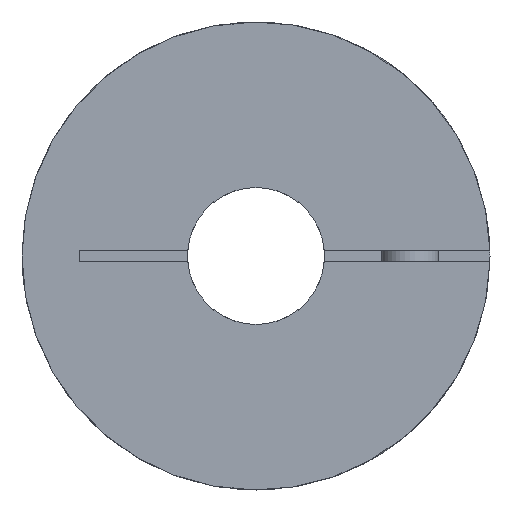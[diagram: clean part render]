
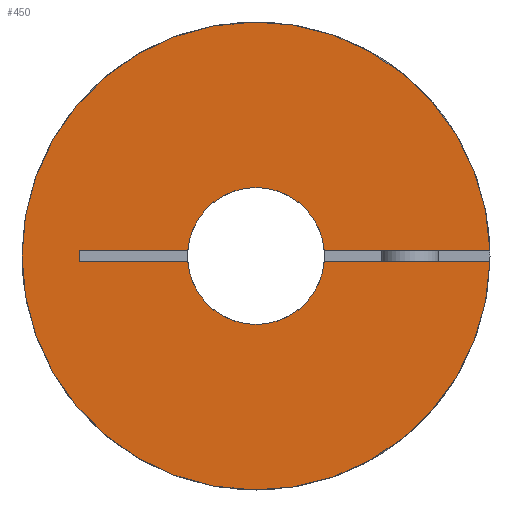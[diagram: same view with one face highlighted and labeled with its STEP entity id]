
A CAD part, left-side view. The second image highlights one B-rep face of the part: STEP entity #450.
In plain terms, the highlighted planar face has unit normal (-1, 0, 0).
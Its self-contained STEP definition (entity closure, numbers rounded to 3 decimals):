
#450=ADVANCED_FACE('',(#970),#971,.T.);
#970=FACE_OUTER_BOUND('',#3009,.T.);
#971=PLANE('',#3010);
#3009=EDGE_LOOP('',(#3994,#3995,#3996,#3997,#3998,#3999,#4000,#4001,#4002,#4003,#4004));
#3010=AXIS2_PLACEMENT_3D('',#4005,#4006,#4007);
#3994=ORIENTED_EDGE('',*,*,#4468,.T.);
#3995=ORIENTED_EDGE('',*,*,#4486,.T.);
#3996=ORIENTED_EDGE('',*,*,#4499,.F.);
#3997=ORIENTED_EDGE('',*,*,#4628,.F.);
#3998=ORIENTED_EDGE('',*,*,#4505,.T.);
#3999=ORIENTED_EDGE('',*,*,#4479,.T.);
#4000=ORIENTED_EDGE('',*,*,#4477,.T.);
#4001=ORIENTED_EDGE('',*,*,#4550,.T.);
#4002=ORIENTED_EDGE('',*,*,#4394,.F.);
#4003=ORIENTED_EDGE('',*,*,#4625,.F.);
#4004=ORIENTED_EDGE('',*,*,#4553,.T.);
#4005=CARTESIAN_POINT('',(0.,0.,41.0));
#4006=DIRECTION('',(-1.0,0.0,0.0));
#4007=DIRECTION('',(0.0,-1.0,0.0));
#4394=EDGE_CURVE('',#4906,#4908,#4909,.T.);
#4468=EDGE_CURVE('',#5037,#5034,#5038,.T.);
#4477=EDGE_CURVE('',#5044,#5052,#5054,.T.);
#4479=EDGE_CURVE('',#5056,#5044,#5057,.T.);
#4486=EDGE_CURVE('',#5034,#5065,#5067,.T.);
#4499=EDGE_CURVE('',#5084,#5065,#5086,.T.);
#4505=EDGE_CURVE('',#5094,#5056,#5095,.T.);
#4550=EDGE_CURVE('',#5052,#4908,#5147,.T.);
#4553=EDGE_CURVE('',#5150,#5037,#5151,.T.);
#4625=EDGE_CURVE('',#5150,#4906,#5236,.T.);
#4628=EDGE_CURVE('',#5094,#5084,#5239,.T.);
#4906=VERTEX_POINT('',#5858);
#4908=VERTEX_POINT('',#5861);
#4909=CIRCLE('',#5862,41.0);
#5034=VERTEX_POINT('',#6135);
#5037=VERTEX_POINT('',#6139);
#5038=CIRCLE('',#6140,12.0);
#5044=VERTEX_POINT('',#6147);
#5052=VERTEX_POINT('',#6157);
#5054=CIRCLE('',#6160,12.0);
#5056=VERTEX_POINT('',#6162);
#5057=CIRCLE('',#6163,12.0);
#5065=VERTEX_POINT('',#6172);
#5067=CIRCLE('',#6175,12.0);
#5084=VERTEX_POINT('',#6195);
#5086=LINE('',#6198,#6199);
#5094=VERTEX_POINT('',#6209);
#5095=LINE('',#6210,#6211);
#5147=LINE('',#6322,#6323);
#5150=VERTEX_POINT('',#6326);
#5151=LINE('',#6327,#6328);
#5236=CIRCLE('',#6484,41.0);
#5239=LINE('',#6526,#6527);
#5858=CARTESIAN_POINT('',(0.,41.0,0.));
#5861=CARTESIAN_POINT('',(0.,-40.988,1.));
#5862=AXIS2_PLACEMENT_3D('',#6834,#6835,#6836);
#6135=CARTESIAN_POINT('',(0.,0.,-12.0));
#6139=CARTESIAN_POINT('',(0.0,-11.958,-1.));
#6140=AXIS2_PLACEMENT_3D('',#6953,#6954,#6955);
#6147=CARTESIAN_POINT('',(0.,0.,12.0));
#6157=CARTESIAN_POINT('',(0.0,-11.958,1.));
#6160=AXIS2_PLACEMENT_3D('',#6969,#6970,#6971);
#6162=CARTESIAN_POINT('',(0.0,11.958,1.));
#6163=AXIS2_PLACEMENT_3D('',#6972,#6973,#6974);
#6172=CARTESIAN_POINT('',(0.0,11.958,-1.));
#6175=AXIS2_PLACEMENT_3D('',#6986,#6987,#6988);
#6195=CARTESIAN_POINT('',(0.,31.0,-1.));
#6198=CARTESIAN_POINT('',(0.,31.0,-1.));
#6199=VECTOR('',#7008,21.553);
#6209=CARTESIAN_POINT('',(0.,31.0,1.));
#6210=CARTESIAN_POINT('',(0.,31.0,1.));
#6211=VECTOR('',#7014,21.553);
#6322=CARTESIAN_POINT('',(0.,-9.447,1.));
#6323=VECTOR('',#7063,31.541);
#6326=CARTESIAN_POINT('',(0.,-40.988,-1.));
#6327=CARTESIAN_POINT('',(0.,-40.988,-1.));
#6328=VECTOR('',#7067,31.541);
#6484=AXIS2_PLACEMENT_3D('',#7142,#7143,#7144);
#6526=CARTESIAN_POINT('',(0.,31.0,1.));
#6527=VECTOR('',#7145,2.);
#6834=CARTESIAN_POINT('',(0.,0.,0.));
#6835=DIRECTION('',(1.0,0.0,0.0));
#6836=DIRECTION('',(0.0,1.0,0.0));
#6953=CARTESIAN_POINT('',(0.,0.0,0.0));
#6954=DIRECTION('',(1.0,0.0,-0.0));
#6955=DIRECTION('',(0.0,0.0,1.0));
#6969=CARTESIAN_POINT('',(0.,0.0,0.0));
#6970=DIRECTION('',(1.0,0.0,-0.0));
#6971=DIRECTION('',(0.0,0.0,1.0));
#6972=CARTESIAN_POINT('',(0.,0.0,0.0));
#6973=DIRECTION('',(1.0,0.0,-0.0));
#6974=DIRECTION('',(0.0,0.0,1.0));
#6986=CARTESIAN_POINT('',(0.,0.0,0.0));
#6987=DIRECTION('',(1.0,0.0,-0.0));
#6988=DIRECTION('',(0.0,0.0,1.0));
#7008=DIRECTION('',(0.0,-1.0,0.0));
#7014=DIRECTION('',(0.0,-1.0,0.0));
#7063=DIRECTION('',(0.0,-1.0,0.0));
#7067=DIRECTION('',(0.0,1.0,0.0));
#7142=CARTESIAN_POINT('',(0.,0.,0.));
#7143=DIRECTION('',(1.0,0.0,0.0));
#7144=DIRECTION('',(0.0,1.0,0.0));
#7145=DIRECTION('',(0.0,0.0,-1.0));
